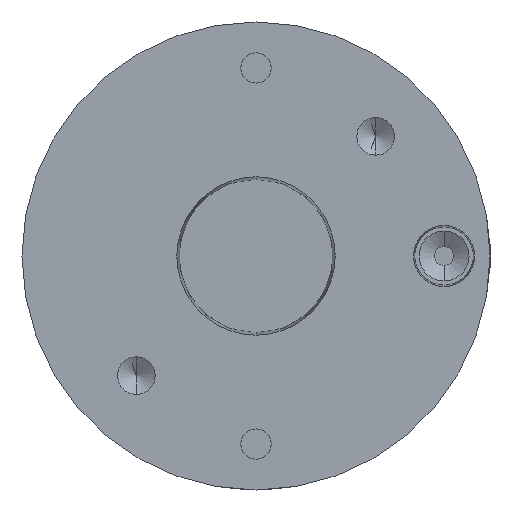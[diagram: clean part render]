
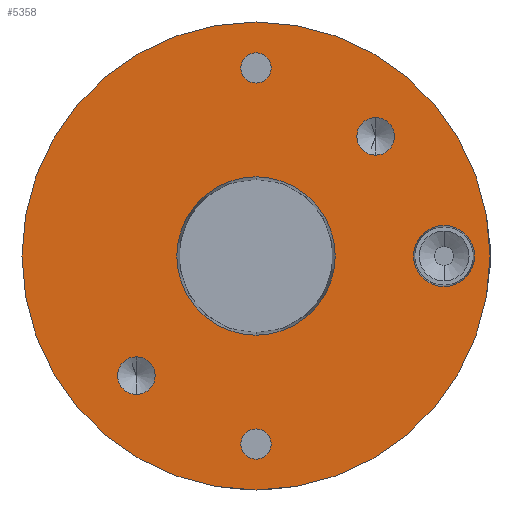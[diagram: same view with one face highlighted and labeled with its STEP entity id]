
A CAD part, front view. The second image highlights one B-rep face of the part: STEP entity #5358.
In plain terms, the highlighted planar face has unit normal (0, -1, 0).
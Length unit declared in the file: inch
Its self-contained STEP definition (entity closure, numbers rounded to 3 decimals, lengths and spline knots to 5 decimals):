
#57 = CIRCLE ( 'NONE', #996, 0.1005 ) ;
#104 = CARTESIAN_POINT ( 'NONE',  ( 0., -1.1875, 1.1495 ) ) ;
#181 = DIRECTION ( 'NONE',  ( 0., 0., -1. ) ) ;
#196 = ORIENTED_EDGE ( 'NONE', *, *, #3049, .F. ) ;
#206 = CARTESIAN_POINT ( 'NONE',  ( 1.5555, -1.1875, 0. ) ) ;
#299 = CIRCLE ( 'NONE', #4106, 0.125 ) ;
#363 = DIRECTION ( 'NONE',  ( 0., -1., 0. ) ) ;
#394 = EDGE_LOOP ( 'NONE', ( #2167, #2767 ) ) ;
#492 = CARTESIAN_POINT ( 'NONE',  ( 1.25, -1.1875, -0.2025 ) ) ;
#520 = EDGE_CURVE ( 'NONE', #3351, #3441, #3835, .T. ) ;
#601 = CARTESIAN_POINT ( 'NONE',  ( 0., -1.1875, -1.25 ) ) ;
#604 = DIRECTION ( 'NONE',  ( 0., -1., 0. ) ) ;
#782 = CARTESIAN_POINT ( 'NONE',  ( -0.7955, -1.1875, -0.7955 ) ) ;
#838 = CIRCLE ( 'NONE', #3684, 0.2025 ) ;
#946 = DIRECTION ( 'NONE',  ( 0., -1., 0. ) ) ;
#948 = DIRECTION ( 'NONE',  ( 0., -1., 0. ) ) ;
#978 = AXIS2_PLACEMENT_3D ( 'NONE', #3014, #2156, #2179 ) ;
#993 = CARTESIAN_POINT ( 'NONE',  ( -0.7955, -1.1875, -0.7955 ) ) ;
#996 = AXIS2_PLACEMENT_3D ( 'NONE', #3346, #1670, #4130 ) ;
#1002 = CARTESIAN_POINT ( 'NONE',  ( 0., -1.1875, -0.5264 ) ) ;
#1047 = CARTESIAN_POINT ( 'NONE',  ( 0., -1.1875, 0. ) ) ;
#1154 = VERTEX_POINT ( 'NONE', #3594 ) ;
#1199 = EDGE_CURVE ( 'NONE', #2716, #2171, #3660, .T. ) ;
#1283 = DIRECTION ( 'NONE',  ( 0., 1., 0. ) ) ;
#1345 = CARTESIAN_POINT ( 'NONE',  ( 1.25, -1.1875, 0.2025 ) ) ;
#1348 = AXIS2_PLACEMENT_3D ( 'NONE', #3784, #2081, #4103 ) ;
#1364 = FACE_BOUND ( 'NONE', #4246, .T. ) ;
#1369 = EDGE_CURVE ( 'NONE', #2171, #2716, #4163, .T. ) ;
#1425 = ORIENTED_EDGE ( 'NONE', *, *, #3200, .F. ) ;
#1490 = CIRCLE ( 'NONE', #4520, 0.1005 ) ;
#1542 = ORIENTED_EDGE ( 'NONE', *, *, #3944, .F. ) ;
#1664 = CIRCLE ( 'NONE', #3655, 0.2025 ) ;
#1670 = DIRECTION ( 'NONE',  ( 0., -1., 0. ) ) ;
#1678 = CARTESIAN_POINT ( 'NONE',  ( 0., -1.1875, 0.5264 ) ) ;
#1708 = FACE_BOUND ( 'NONE', #394, .T. ) ;
#1758 = EDGE_CURVE ( 'NONE', #3959, #3865, #1490, .T. ) ;
#1760 = CARTESIAN_POINT ( 'NONE',  ( 0.7955, -1.1875, 0.9205 ) ) ;
#1797 = DIRECTION ( 'NONE',  ( 0., -1., 0. ) ) ;
#1864 = DIRECTION ( 'NONE',  ( 0., 1., 0. ) ) ;
#1992 = VERTEX_POINT ( 'NONE', #3252 ) ;
#2051 = CIRCLE ( 'NONE', #3083, 0.125 ) ;
#2059 = VERTEX_POINT ( 'NONE', #4509 ) ;
#2081 = DIRECTION ( 'NONE',  ( 0., -1., 0. ) ) ;
#2085 = EDGE_LOOP ( 'NONE', ( #1425, #3016 ) ) ;
#2126 = FACE_BOUND ( 'NONE', #3406, .T. ) ;
#2156 = DIRECTION ( 'NONE',  ( 0., -1., 0. ) ) ;
#2167 = ORIENTED_EDGE ( 'NONE', *, *, #3987, .F. ) ;
#2171 = VERTEX_POINT ( 'NONE', #4474 ) ;
#2179 = DIRECTION ( 'NONE',  ( 0., 0., -1. ) ) ;
#2216 = CARTESIAN_POINT ( 'NONE',  ( 0., -1.1875, 1.5555 ) ) ;
#2234 = CARTESIAN_POINT ( 'NONE',  ( 0.7955, -1.1875, 0.7955 ) ) ;
#2262 = CARTESIAN_POINT ( 'NONE',  ( 0., -1.1875, -1.3505 ) ) ;
#2463 = ORIENTED_EDGE ( 'NONE', *, *, #4723, .F. ) ;
#2467 = ORIENTED_EDGE ( 'NONE', *, *, #1199, .F. ) ;
#2485 = CARTESIAN_POINT ( 'NONE',  ( 1.25, -1.1875, 0. ) ) ;
#2490 = DIRECTION ( 'NONE',  ( 0., 0., -1. ) ) ;
#2559 = EDGE_CURVE ( 'NONE', #3441, #3351, #5049, .T. ) ;
#2573 = VERTEX_POINT ( 'NONE', #1345 ) ;
#2591 = EDGE_CURVE ( 'NONE', #2855, #2573, #1664, .T. ) ;
#2601 = FACE_BOUND ( 'NONE', #4531, .T. ) ;
#2633 = EDGE_LOOP ( 'NONE', ( #2889, #196 ) ) ;
#2716 = VERTEX_POINT ( 'NONE', #2262 ) ;
#2726 = CIRCLE ( 'NONE', #2807, 1.5555 ) ;
#2767 = ORIENTED_EDGE ( 'NONE', *, *, #4443, .F. ) ;
#2794 = DIRECTION ( 'NONE',  ( 0., 0., -1. ) ) ;
#2806 = VERTEX_POINT ( 'NONE', #2216 ) ;
#2807 = AXIS2_PLACEMENT_3D ( 'NONE', #4125, #1283, #4179 ) ;
#2833 = DIRECTION ( 'NONE',  ( 0., 0., -1. ) ) ;
#2855 = VERTEX_POINT ( 'NONE', #492 ) ;
#2877 = DIRECTION ( 'NONE',  ( 0., 0., -1. ) ) ;
#2881 = CARTESIAN_POINT ( 'NONE',  ( 0., -1.1875, 1.25 ) ) ;
#2889 = ORIENTED_EDGE ( 'NONE', *, *, #2591, .F. ) ;
#2891 = EDGE_CURVE ( 'NONE', #1992, #1154, #299, .T. ) ;
#2920 = ORIENTED_EDGE ( 'NONE', *, *, #1758, .F. ) ;
#2950 = FACE_BOUND ( 'NONE', #2633, .T. ) ;
#3008 = FACE_OUTER_BOUND ( 'NONE', #2085, .T. ) ;
#3014 = CARTESIAN_POINT ( 'NONE',  ( 0., -1.1875, 0. ) ) ;
#3016 = ORIENTED_EDGE ( 'NONE', *, *, #3477, .F. ) ;
#3030 = DIRECTION ( 'NONE',  ( 0., 0., 1. ) ) ;
#3049 = EDGE_CURVE ( 'NONE', #2573, #2855, #838, .T. ) ;
#3082 = EDGE_LOOP ( 'NONE', ( #4128, #2463 ) ) ;
#3083 = AXIS2_PLACEMENT_3D ( 'NONE', #782, #3632, #2794 ) ;
#3107 = CARTESIAN_POINT ( 'NONE',  ( 0., -1.1875, 1.3505 ) ) ;
#3154 = ORIENTED_EDGE ( 'NONE', *, *, #2559, .F. ) ;
#3155 = CIRCLE ( 'NONE', #1348, 0.125 ) ;
#3161 = AXIS2_PLACEMENT_3D ( 'NONE', #2234, #946, #181 ) ;
#3200 = EDGE_CURVE ( 'NONE', #2806, #4397, #2726, .T. ) ;
#3252 = CARTESIAN_POINT ( 'NONE',  ( -0.7955, -1.1875, -0.9205 ) ) ;
#3346 = CARTESIAN_POINT ( 'NONE',  ( 0., -1.1875, 1.25 ) ) ;
#3351 = VERTEX_POINT ( 'NONE', #1678 ) ;
#3397 = CARTESIAN_POINT ( 'NONE',  ( 0., -1.1875, -1.5555 ) ) ;
#3406 = EDGE_LOOP ( 'NONE', ( #3154, #5321 ) ) ;
#3441 = VERTEX_POINT ( 'NONE', #1002 ) ;
#3477 = EDGE_CURVE ( 'NONE', #4397, #2806, #4196, .T. ) ;
#3483 = ORIENTED_EDGE ( 'NONE', *, *, #1369, .F. ) ;
#3487 = DIRECTION ( 'NONE',  ( 0., 1., 0. ) ) ;
#3594 = CARTESIAN_POINT ( 'NONE',  ( -0.7955, -1.1875, -0.6705 ) ) ;
#3632 = DIRECTION ( 'NONE',  ( 0., -1., 0. ) ) ;
#3655 = AXIS2_PLACEMENT_3D ( 'NONE', #5092, #948, #3824 ) ;
#3660 = CIRCLE ( 'NONE', #5316, 0.1005 ) ;
#3674 = DIRECTION ( 'NONE',  ( 0., -1., 0. ) ) ;
#3684 = AXIS2_PLACEMENT_3D ( 'NONE', #2485, #3674, #2877 ) ;
#3784 = CARTESIAN_POINT ( 'NONE',  ( 0.7955, -1.1875, 0.7955 ) ) ;
#3824 = DIRECTION ( 'NONE',  ( 0., 0., -1. ) ) ;
#3835 = CIRCLE ( 'NONE', #4535, 0.5264 ) ;
#3865 = VERTEX_POINT ( 'NONE', #3107 ) ;
#3884 = DIRECTION ( 'NONE',  ( 0., 0., -1. ) ) ;
#3902 = AXIS2_PLACEMENT_3D ( 'NONE', #601, #1797, #4291 ) ;
#3944 = EDGE_CURVE ( 'NONE', #3865, #3959, #57, .T. ) ;
#3959 = VERTEX_POINT ( 'NONE', #104 ) ;
#3987 = EDGE_CURVE ( 'NONE', #2059, #4604, #3155, .T. ) ;
#4038 = DIRECTION ( 'NONE',  ( 0., -1., 0. ) ) ;
#4061 = DIRECTION ( 'NONE',  ( 0., 0., -1. ) ) ;
#4103 = DIRECTION ( 'NONE',  ( 0., 0., -1. ) ) ;
#4106 = AXIS2_PLACEMENT_3D ( 'NONE', #993, #604, #3884 ) ;
#4125 = CARTESIAN_POINT ( 'NONE',  ( 0., -1.1875, 0. ) ) ;
#4128 = ORIENTED_EDGE ( 'NONE', *, *, #2891, .F. ) ;
#4130 = DIRECTION ( 'NONE',  ( 0., 0., -1. ) ) ;
#4163 = CIRCLE ( 'NONE', #3902, 0.1005 ) ;
#4179 = DIRECTION ( 'NONE',  ( 0., 0., 1. ) ) ;
#4196 = CIRCLE ( 'NONE', #4377, 1.5555 ) ;
#4246 = EDGE_LOOP ( 'NONE', ( #2467, #3483 ) ) ;
#4291 = DIRECTION ( 'NONE',  ( 0., 0., -1. ) ) ;
#4369 = AXIS2_PLACEMENT_3D ( 'NONE', #206, #1864, #3030 ) ;
#4377 = AXIS2_PLACEMENT_3D ( 'NONE', #1047, #3487, #5192 ) ;
#4397 = VERTEX_POINT ( 'NONE', #3397 ) ;
#4443 = EDGE_CURVE ( 'NONE', #4604, #2059, #5257, .T. ) ;
#4474 = CARTESIAN_POINT ( 'NONE',  ( 0., -1.1875, -1.1495 ) ) ;
#4509 = CARTESIAN_POINT ( 'NONE',  ( 0.7955, -1.1875, 0.6705 ) ) ;
#4520 = AXIS2_PLACEMENT_3D ( 'NONE', #2881, #363, #2833 ) ;
#4531 = EDGE_LOOP ( 'NONE', ( #2920, #1542 ) ) ;
#4535 = AXIS2_PLACEMENT_3D ( 'NONE', #5326, #4038, #4061 ) ;
#4544 = DIRECTION ( 'NONE',  ( 0., -1., 0. ) ) ;
#4604 = VERTEX_POINT ( 'NONE', #1760 ) ;
#4663 = PLANE ( 'NONE',  #4369 ) ;
#4723 = EDGE_CURVE ( 'NONE', #1154, #1992, #2051, .T. ) ;
#4984 = CARTESIAN_POINT ( 'NONE',  ( 0., -1.1875, -1.25 ) ) ;
#5049 = CIRCLE ( 'NONE', #978, 0.5264 ) ;
#5081 = FACE_BOUND ( 'NONE', #3082, .T. ) ;
#5092 = CARTESIAN_POINT ( 'NONE',  ( 1.25, -1.1875, 0. ) ) ;
#5192 = DIRECTION ( 'NONE',  ( 0., 0., 1. ) ) ;
#5257 = CIRCLE ( 'NONE', #3161, 0.125 ) ;
#5316 = AXIS2_PLACEMENT_3D ( 'NONE', #4984, #4544, #2490 ) ;
#5321 = ORIENTED_EDGE ( 'NONE', *, *, #520, .F. ) ;
#5326 = CARTESIAN_POINT ( 'NONE',  ( 0., -1.1875, 0. ) ) ;
#5358 = ADVANCED_FACE ( 'NONE', ( #1708, #5081, #2950, #2601, #1364, #2126, #3008 ), #4663, .F. ) ;
